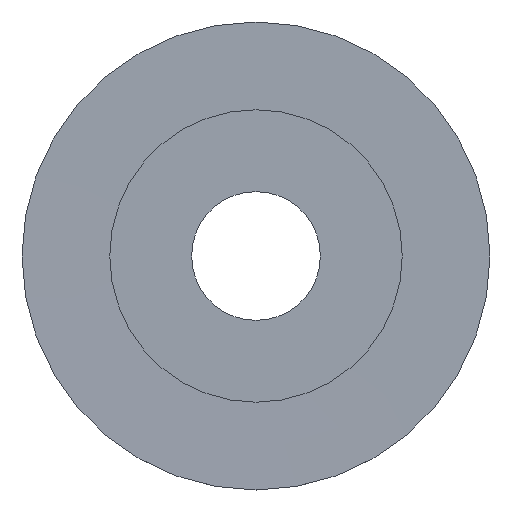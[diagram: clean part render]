
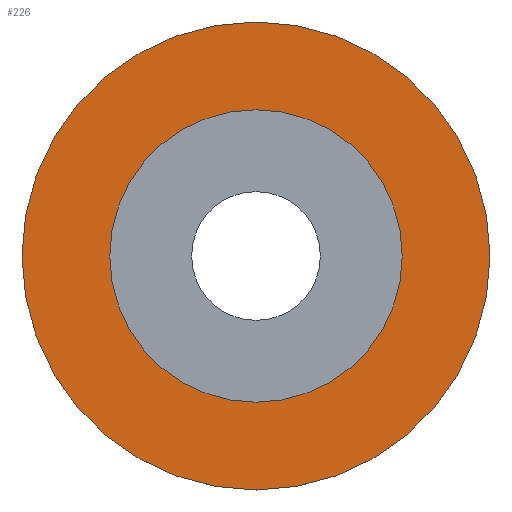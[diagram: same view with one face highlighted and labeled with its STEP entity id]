
A CAD part, top view. The second image highlights one B-rep face of the part: STEP entity #226.
In plain terms, the highlighted conical face has half-angle 89.885 degrees and reference radius 40 mm.
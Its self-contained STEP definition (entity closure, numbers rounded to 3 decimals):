
#13 = CIRCLE ( 'NONE', #31, 25. ) ;
#23 = EDGE_LOOP ( 'NONE', ( #52 ) ) ;
#28 = DIRECTION ( 'NONE',  ( 0., 1., 0. ) ) ;
#31 = AXIS2_PLACEMENT_3D ( 'NONE', #107, #221, #28 ) ;
#43 = CARTESIAN_POINT ( 'NONE',  ( 0., 0., 1. ) ) ;
#45 = AXIS2_PLACEMENT_3D ( 'NONE', #102, #139, #72 ) ;
#52 = ORIENTED_EDGE ( 'NONE', *, *, #216, .T. ) ;
#65 = CONICAL_SURFACE ( 'NONE', #144, 40., 1.569 ) ;
#72 = DIRECTION ( 'NONE',  ( 0., 1., 0. ) ) ;
#83 = VERTEX_POINT ( 'NONE', #141 ) ;
#84 = DIRECTION ( 'NONE',  ( 0., 0., 1. ) ) ;
#100 = ORIENTED_EDGE ( 'NONE', *, *, #170, .F. ) ;
#102 = CARTESIAN_POINT ( 'NONE',  ( 0., 0., 1. ) ) ;
#107 = CARTESIAN_POINT ( 'NONE',  ( 0., 0., 0.97 ) ) ;
#136 = FACE_BOUND ( 'NONE', #23, .T. ) ;
#137 = CIRCLE ( 'NONE', #45, 40. ) ;
#139 = DIRECTION ( 'NONE',  ( 0., 0., -1. ) ) ;
#141 = CARTESIAN_POINT ( 'NONE',  ( 0., 40., 1. ) ) ;
#144 = AXIS2_PLACEMENT_3D ( 'NONE', #43, #84, #153 ) ;
#153 = DIRECTION ( 'NONE',  ( 0., -1., 0. ) ) ;
#158 = VERTEX_POINT ( 'NONE', #199 ) ;
#170 = EDGE_CURVE ( 'NONE', #83, #83, #137, .T. ) ;
#199 = CARTESIAN_POINT ( 'NONE',  ( 0., 25., 0.97 ) ) ;
#207 = EDGE_LOOP ( 'NONE', ( #100 ) ) ;
#216 = EDGE_CURVE ( 'NONE', #158, #158, #13, .T. ) ;
#218 = FACE_OUTER_BOUND ( 'NONE', #207, .T. ) ;
#221 = DIRECTION ( 'NONE',  ( 0., 0., -1. ) ) ;
#226 = ADVANCED_FACE ( 'NONE', ( #136, #218 ), #65, .F. ) ;
